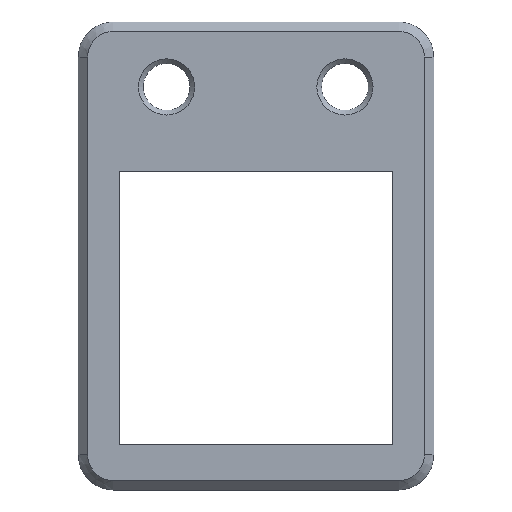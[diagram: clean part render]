
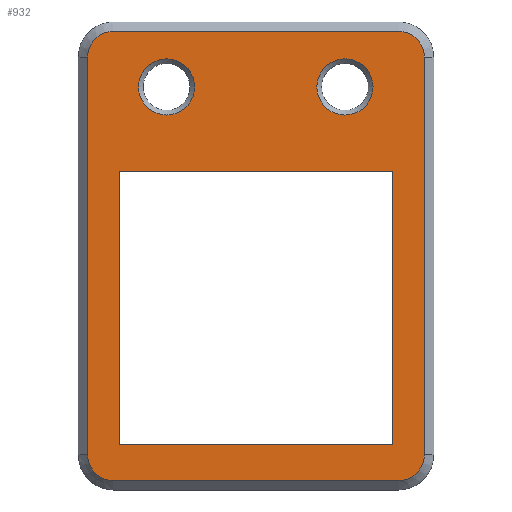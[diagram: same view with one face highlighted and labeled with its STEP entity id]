
A CAD part, top view. The second image highlights one B-rep face of the part: STEP entity #932.
In plain terms, the highlighted planar face has unit normal (0, 0, 1).
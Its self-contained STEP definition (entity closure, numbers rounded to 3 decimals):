
#21=FACE_BOUND('',#178,.T.);
#22=FACE_BOUND('',#179,.T.);
#23=FACE_BOUND('',#180,.T.);
#51=CIRCLE('',#995,5.5);
#53=CIRCLE('',#999,5.5);
#55=CIRCLE('',#1003,5.5);
#57=CIRCLE('',#1007,5.5);
#64=CIRCLE('',#1019,6.);
#65=CIRCLE('',#1020,6.);
#119=FACE_OUTER_BOUND('',#177,.T.);
#177=EDGE_LOOP('',(#690,#691,#692,#693,#694,#695,#696,#697));
#178=EDGE_LOOP('',(#698));
#179=EDGE_LOOP('',(#699));
#180=EDGE_LOOP('',(#700,#701,#702,#703));
#236=LINE('',#1393,#320);
#242=LINE('',#1404,#326);
#247=LINE('',#1416,#331);
#252=LINE('',#1430,#336);
#257=LINE('',#1443,#341);
#261=LINE('',#1455,#345);
#273=LINE('',#1499,#357);
#274=LINE('',#1500,#358);
#320=VECTOR('',#1099,10.);
#326=VECTOR('',#1107,10.);
#331=VECTOR('',#1116,10.);
#336=VECTOR('',#1129,10.);
#341=VECTOR('',#1142,10.);
#345=VECTOR('',#1154,10.);
#357=VECTOR('',#1198,10.);
#358=VECTOR('',#1199,10.);
#404=VERTEX_POINT('',#1390);
#405=VERTEX_POINT('',#1392);
#409=VERTEX_POINT('',#1402);
#413=VERTEX_POINT('',#1413);
#414=VERTEX_POINT('',#1415);
#417=VERTEX_POINT('',#1423);
#419=VERTEX_POINT('',#1428);
#421=VERTEX_POINT('',#1435);
#423=VERTEX_POINT('',#1441);
#425=VERTEX_POINT('',#1447);
#427=VERTEX_POINT('',#1453);
#441=VERTEX_POINT('',#1494);
#442=VERTEX_POINT('',#1496);
#443=VERTEX_POINT('',#1498);
#488=EDGE_CURVE('',#404,#405,#236,.T.);
#494=EDGE_CURVE('',#404,#409,#242,.T.);
#499=EDGE_CURVE('',#413,#414,#247,.T.);
#504=EDGE_CURVE('',#417,#413,#51,.T.);
#506=EDGE_CURVE('',#419,#417,#252,.T.);
#510=EDGE_CURVE('',#421,#419,#53,.T.);
#513=EDGE_CURVE('',#423,#421,#257,.T.);
#516=EDGE_CURVE('',#425,#423,#55,.T.);
#519=EDGE_CURVE('',#427,#425,#261,.T.);
#521=EDGE_CURVE('',#414,#427,#57,.T.);
#539=EDGE_CURVE('',#441,#441,#64,.T.);
#540=EDGE_CURVE('',#442,#442,#65,.T.);
#541=EDGE_CURVE('',#443,#405,#273,.T.);
#542=EDGE_CURVE('',#409,#443,#274,.T.);
#690=ORIENTED_EDGE('',*,*,#499,.F.);
#691=ORIENTED_EDGE('',*,*,#504,.F.);
#692=ORIENTED_EDGE('',*,*,#506,.F.);
#693=ORIENTED_EDGE('',*,*,#510,.F.);
#694=ORIENTED_EDGE('',*,*,#513,.F.);
#695=ORIENTED_EDGE('',*,*,#516,.F.);
#696=ORIENTED_EDGE('',*,*,#519,.F.);
#697=ORIENTED_EDGE('',*,*,#521,.F.);
#698=ORIENTED_EDGE('',*,*,#539,.F.);
#699=ORIENTED_EDGE('',*,*,#540,.F.);
#700=ORIENTED_EDGE('',*,*,#541,.T.);
#701=ORIENTED_EDGE('',*,*,#488,.F.);
#702=ORIENTED_EDGE('',*,*,#494,.T.);
#703=ORIENTED_EDGE('',*,*,#542,.T.);
#895=PLANE('',#1018);
#932=ADVANCED_FACE('',(#119,#21,#22,#23),#895,.T.);
#995=AXIS2_PLACEMENT_3D('',#1425,#1124,#1125);
#999=AXIS2_PLACEMENT_3D('',#1437,#1136,#1137);
#1003=AXIS2_PLACEMENT_3D('',#1449,#1148,#1149);
#1007=AXIS2_PLACEMENT_3D('',#1458,#1159,#1160);
#1018=AXIS2_PLACEMENT_3D('',#1493,#1192,#1193);
#1019=AXIS2_PLACEMENT_3D('',#1495,#1194,#1195);
#1020=AXIS2_PLACEMENT_3D('',#1497,#1196,#1197);
#1099=DIRECTION('',(1.,0.,0.));
#1107=DIRECTION('',(0.,1.,0.));
#1116=DIRECTION('',(0.,-1.,0.));
#1124=DIRECTION('center_axis',(0.,0.,
-1.));
#1125=DIRECTION('ref_axis',(0.707,0.707,0.));
#1129=DIRECTION('',(1.,0.,0.));
#1136=DIRECTION('center_axis',(0.,0.,
-1.));
#1137=DIRECTION('ref_axis',(-0.707,0.707,0.));
#1142=DIRECTION('',(0.,1.,0.));
#1148=DIRECTION('center_axis',(0.,0.,
-1.));
#1149=DIRECTION('ref_axis',(-0.707,-0.707,0.));
#1154=DIRECTION('',(-1.,0.,0.));
#1159=DIRECTION('center_axis',(0.,0.,
-1.));
#1160=DIRECTION('ref_axis',(0.707,-0.707,0.));
#1192=DIRECTION('center_axis',(0.,0.,
1.));
#1193=DIRECTION('ref_axis',(1.,0.,0.));
#1194=DIRECTION('center_axis',(0.,0.,
1.));
#1195=DIRECTION('ref_axis',(-1.,0.,0.));
#1196=DIRECTION('center_axis',(0.,0.,
1.));
#1197=DIRECTION('ref_axis',(-1.,0.,0.));
#1198=DIRECTION('',(0.,-1.,0.));
#1199=DIRECTION('',(1.,0.,0.));
#1390=CARTESIAN_POINT('',(156.61,-245.329,28.5));
#1392=CARTESIAN_POINT('',(215.03,-245.329,28.5));
#1393=CARTESIAN_POINT('',(200.429,-245.329,28.5));
#1402=CARTESIAN_POINT('',(156.61,-186.83,28.5));
#1404=CARTESIAN_POINT('',(156.61,-225.607,28.5));
#1413=CARTESIAN_POINT('',(221.783,-162.492,28.5));
#1415=CARTESIAN_POINT('',(221.783,-247.473,28.5));
#1416=CARTESIAN_POINT('',(221.783,-229.978,28.5));
#1423=CARTESIAN_POINT('',(216.283,-156.992,28.5));
#1425=CARTESIAN_POINT('Origin',(216.283,-162.492,28.5));
#1428=CARTESIAN_POINT('',(155.371,-156.992,28.5));
#1430=CARTESIAN_POINT('',(204.805,-156.992,28.5));
#1435=CARTESIAN_POINT('',(149.871,-162.492,28.5));
#1437=CARTESIAN_POINT('Origin',(155.371,-162.492,28.5));
#1441=CARTESIAN_POINT('',(149.871,-247.473,28.5));
#1443=CARTESIAN_POINT('',(149.871,-179.988,28.5));
#1447=CARTESIAN_POINT('',(155.371,-252.973,28.5));
#1449=CARTESIAN_POINT('Origin',(155.371,-247.473,28.5));
#1453=CARTESIAN_POINT('',(216.283,-252.973,28.5));
#1455=CARTESIAN_POINT('',(166.849,-252.973,28.5));
#1458=CARTESIAN_POINT('Origin',(216.283,-247.473,28.5));
#1493=CARTESIAN_POINT('Origin',(185.827,-204.983,28.5));
#1494=CARTESIAN_POINT('',(172.734,-168.873,28.5));
#1495=CARTESIAN_POINT('Origin',(166.734,-168.873,28.5));
#1496=CARTESIAN_POINT('',(210.833,-168.873,28.5));
#1497=CARTESIAN_POINT('Origin',(204.833,-168.873,28.5));
#1498=CARTESIAN_POINT('',(215.03,-186.83,28.5));
#1499=CARTESIAN_POINT('',(215.03,-196.407,28.5));
#1500=CARTESIAN_POINT('',(171.219,-186.83,28.5));
